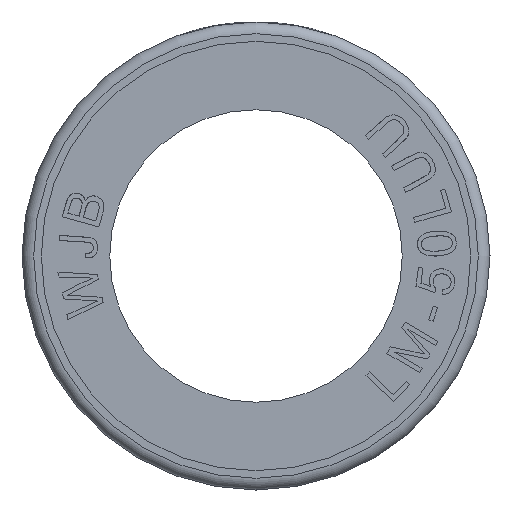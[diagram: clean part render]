
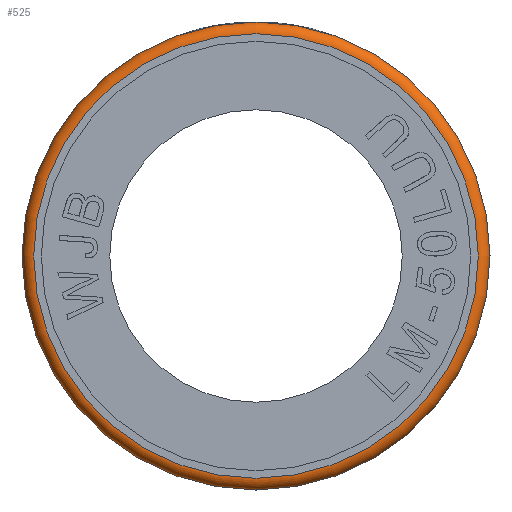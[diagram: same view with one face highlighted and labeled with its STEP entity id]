
A CAD part, left-side view. The second image highlights one B-rep face of the part: STEP entity #525.
In plain terms, the highlighted toroidal (fillet/blend) face has major radius 38 mm and minor radius 2 mm.
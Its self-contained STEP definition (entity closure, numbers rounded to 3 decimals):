
#467=TOROIDAL_SURFACE('',#5698,38.,2.);
#525=ADVANCED_FACE('',(#1144,#1145),#467,.T.);
#1037=CIRCLE('',#5664,38.);
#1043=CIRCLE('',#5675,40.);
#1144=FACE_BOUND('',#1228,.T.);
#1145=FACE_BOUND('',#1229,.T.);
#1228=EDGE_LOOP('',(#2178));
#1229=EDGE_LOOP('',(#2179));
#2178=ORIENTED_EDGE('',*,*,#4198,.F.);
#2179=ORIENTED_EDGE('',*,*,#4192,.F.);
#3668=VERTEX_POINT('',#8290);
#3674=VERTEX_POINT('',#8307);
#4192=EDGE_CURVE('',#3668,#3668,#1037,.T.);
#4198=EDGE_CURVE('',#3674,#3674,#1043,.T.);
#5664=AXIS2_PLACEMENT_3D('',#8289,#6139,#6140);
#5675=AXIS2_PLACEMENT_3D('',#8306,#6161,#6162);
#5698=AXIS2_PLACEMENT_3D('',#8343,#6207,#6208);
#6139=DIRECTION('',(-1.,0.,0.));
#6140=DIRECTION('',(0.,0.,1.));
#6161=DIRECTION('',(1.,0.,0.));
#6162=DIRECTION('',(0.,0.,1.));
#6207=DIRECTION('',(-1.,0.,0.));
#6208=DIRECTION('',(0.,0.,1.));
#8289=CARTESIAN_POINT('',(0.,0.,
0.));
#8290=CARTESIAN_POINT('',(0.,0.,
38.));
#8306=CARTESIAN_POINT('',(2.,0.,0.));
#8307=CARTESIAN_POINT('',(2.,0.,40.));
#8343=CARTESIAN_POINT('',(2.,0.,0.));
